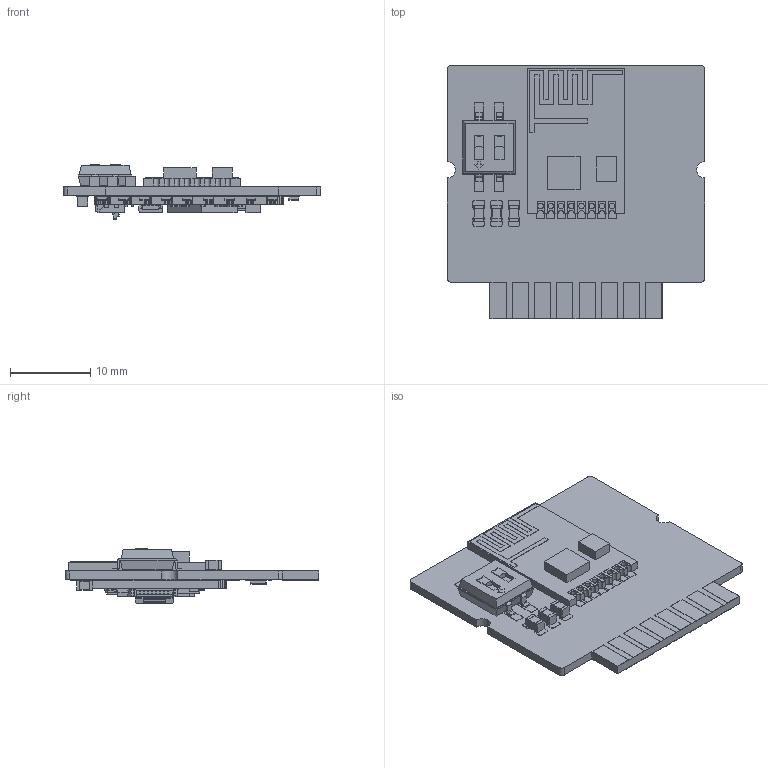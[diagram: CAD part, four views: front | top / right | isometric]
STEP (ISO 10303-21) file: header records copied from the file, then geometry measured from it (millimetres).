
FILE_DESCRIPTION(('KiCad electronic assembly'),'2;1');
FILE_NAME('ng2040-receiver-aes.step','2025-07-26T22:38:57',('Pcbnew'),( 'Kicad'),'Open CASCADE STEP processor 7.8','KiCad to STEP converter' ,'Unknown');
FILE_SCHEMA(('AUTOMOTIVE_DESIGN { 1 0 10303 214 1 1 1 1 }'));
Length unit declared in the file: millimetre
Products named in the file (61): ng2040-receiver-aes 1; nRF24L01+_SMD; C_0805_2012Metric; SW_DIP_SPSTx02_Slide_6.7x6.64mm_W8.61mm_P2.54mm_LowProfile; R_0805_2012Metric; RP2040-Tiny V1.1; Board; U2; User_Library-8MA3; U3; 1653735648; Extruded; X1; User_Library-SM2520-4; U1; SW3DPS-SOT-23-5-DEFAULT; C12; User_Library-Chip_Cap_MLCC_0201_(0603); L1; 1048275792; C1; C2; C3; C4; C5; C6; C7; C8; C9; C10; C11; C13; C14; C15; C16; C17; C18; C19; C20; R1 ...
Assembly tree (100 placements, depth 5):
  ng2040-receiver-aes 1
    nRF24L01+_SMD
    C_0805_2012Metric  x4
    SW_DIP_SPSTx02_Slide_6.7x6.64mm_W8.61mm_P2.54mm_LowProfile
    R_0805_2012Metric  x10
    RP2040-Tiny V1.1
      Board
      U2
        User_Library-8MA3
      U3
        1653735648
          Extruded
      X1
        User_Library-SM2520-4
      U1
        SW3DPS-SOT-23-5-DEFAULT
      C12
        User_Library-Chip_Cap_MLCC_0201_(0603)
      L1
        1048275792
          Extruded
      C1
        User_Library-Chip_Cap_MLCC_0201_(0603)
      C2
        User_Library-Chip_Cap_MLCC_0201_(0603)
      C3
        User_Library-Chip_Cap_MLCC_0201_(0603)
      C4
        User_Library-Chip_Cap_MLCC_0201_(0603)
      C5
        User_Library-Chip_Cap_MLCC_0201_(0603)
      C6
        User_Library-Chip_Cap_MLCC_0201_(0603)
      C7
        User_Library-Chip_Cap_MLCC_0201_(0603)
      C8
        User_Library-Chip_Cap_MLCC_0201_(0603)
      C9
        User_Library-Chip_Cap_MLCC_0201_(0603)
      C10
        User_Library-Chip_Cap_MLCC_0201_(0603)
      C11
        User_Library-Chip_Cap_MLCC_0201_(0603)
      C13
        User_Library-Chip_Cap_MLCC_0201_(0603)
      C14
        User_Library-Chip_Cap_MLCC_0201_(0603)
      C15
        User_Library-Chip_Cap_MLCC_0201_(0603)
      C16
        User_Library-Chip_Cap_MLCC_0201_(0603)
      C17
        User_Library-Chip_Cap_MLCC_0201_(0603)
      C18
        User_Library-Chip_Cap_MLCC_0201_(0603)
      C19
        User_Library-Chip_Cap_MLCC_0201_(0603)
      C20
        User_Library-Chip_Cap_MLCC_0201_(0603)
      R1
Bounding box: 32 x 31.51 x 6.85 mm (x, y, z)
Volume: 1906.5 mm3; surface area: 4789.3 mm2
Topology: 153 solids, 153 shells, 3872 faces, 9673 edges, 6021 vertices
Faces by surface type: plane 2318, cylinder 1170, bspline 368, torus 8, sphere 8
Full cylindrical faces by diameter (mm): 0.7 x8, 0.9 x23
Entity records: 71752 total; most frequent: CARTESIAN_POINT 13802, ORIENTED_EDGE 10888, DIRECTION 10608, EDGE_CURVE 5444, LINE 4502, VECTOR 4502, VERTEX_POINT 3579, AXIS2_PLACEMENT_3D 3053
